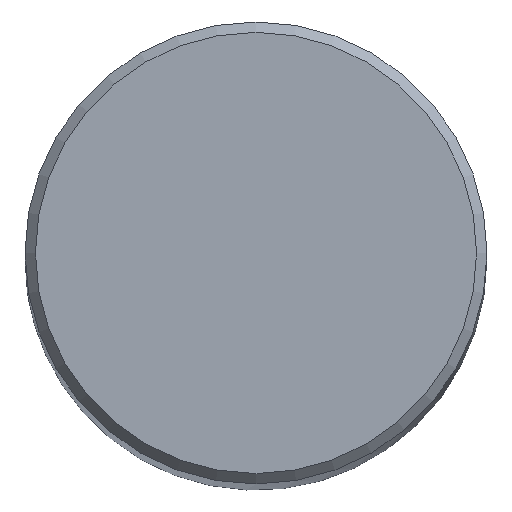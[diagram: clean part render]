
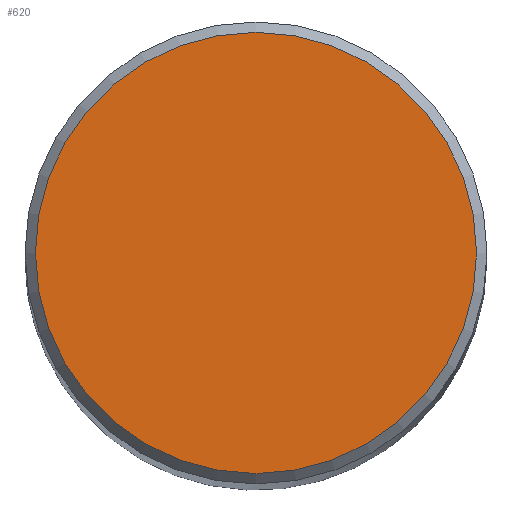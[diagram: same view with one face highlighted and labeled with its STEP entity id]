
A CAD part, top view. The second image highlights one B-rep face of the part: STEP entity #620.
In plain terms, the highlighted planar face has unit normal (0, 0, 1).
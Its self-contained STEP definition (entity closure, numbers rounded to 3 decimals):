
#423=PLANE('',#2310);
#485=FACE_OUTER_BOUND('',#912,.T.);
#620=ADVANCED_FACE('CU_1149_SU_3',(#485),#423,.F.);
#912=EDGE_LOOP('',(#1074));
#1074=ORIENTED_EDGE('',*,*,#1905,.T.);
#1698=VERTEX_POINT('',#3245);
#1905=EDGE_CURVE('',#1698,#1698,#2216,.T.);
#2216=CIRCLE('',#2308,21.225);
#2308=AXIS2_PLACEMENT_3D('',#3244,#2567,#2568);
#2310=AXIS2_PLACEMENT_3D('',#3247,#2571,#2572);
#2567=DIRECTION('',(0.,0.,1.));
#2568=DIRECTION('',(1.,0.,0.));
#2571=DIRECTION('',(0.,0.,-1.));
#2572=DIRECTION('',(-1.,0.,0.));
#3244=CARTESIAN_POINT('',(0.,0.,0.));
#3245=CARTESIAN_POINT('',(21.225,0.,0.));
#3247=CARTESIAN_POINT('',(-21.225,0.,0.));
